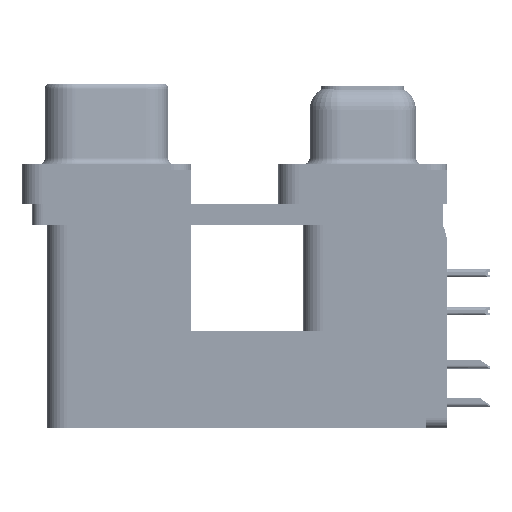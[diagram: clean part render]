
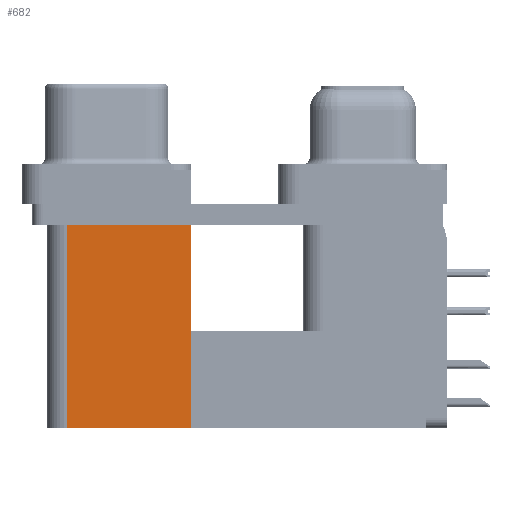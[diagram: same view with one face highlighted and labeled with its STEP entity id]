
A CAD part, left-side view. The second image highlights one B-rep face of the part: STEP entity #682.
In plain terms, the highlighted planar face has unit normal (-1, 0, 0).
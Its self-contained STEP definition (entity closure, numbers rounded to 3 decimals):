
#682 = ADVANCED_FACE ( 'NONE', ( #49001 ), #52353, .F. ) ;
#1294 = CARTESIAN_POINT ( 'NONE',  ( 3.7, 21.975, -19.2 ) ) ;
#8286 = CARTESIAN_POINT ( 'NONE',  ( 3.7, 12.775, -19.2 ) ) ;
#11210 = VECTOR ( 'NONE', #20475, 1000. ) ;
#12214 = DIRECTION ( 'NONE',  ( 0., 0., 1. ) ) ;
#12262 = EDGE_LOOP ( 'NONE', ( #19628, #33752, #53166, #48608 ) ) ;
#12693 = LINE ( 'NONE', #8286, #11210 ) ;
#14759 = LINE ( 'NONE', #40010, #35788 ) ;
#15399 = DIRECTION ( 'NONE',  ( 1., 0., 0. ) ) ;
#18082 = VECTOR ( 'NONE', #18831, 1000. ) ;
#18831 = DIRECTION ( 'NONE',  ( 0., 1., 0. ) ) ;
#19359 = CARTESIAN_POINT ( 'NONE',  ( 3.7, 12.775, -2.5 ) ) ;
#19628 = ORIENTED_EDGE ( 'NONE', *, *, #23093, .T. ) ;
#20266 = CARTESIAN_POINT ( 'NONE',  ( 3.7, 21.975, -19.2 ) ) ;
#20475 = DIRECTION ( 'NONE',  ( 0., 1., 0. ) ) ;
#23093 = EDGE_CURVE ( 'NONE', #42942, #30468, #52442, .T. ) ;
#24796 = CARTESIAN_POINT ( 'NONE',  ( 3.7, 21.975, -2.5 ) ) ;
#26796 = VERTEX_POINT ( 'NONE', #1294 ) ;
#27136 = VERTEX_POINT ( 'NONE', #38661 ) ;
#28150 = CARTESIAN_POINT ( 'NONE',  ( 3.7, 12.775, -19.2 ) ) ;
#29916 = AXIS2_PLACEMENT_3D ( 'NONE', #28150, #15399, #32313 ) ;
#30468 = VERTEX_POINT ( 'NONE', #24796 ) ;
#32313 = DIRECTION ( 'NONE',  ( 0., 1., 0. ) ) ;
#33752 = ORIENTED_EDGE ( 'NONE', *, *, #47376, .F. ) ;
#35788 = VECTOR ( 'NONE', #48367, 1000. ) ;
#38262 = LINE ( 'NONE', #20266, #46304 ) ;
#38661 = CARTESIAN_POINT ( 'NONE',  ( 3.7, 12.775, -19.2 ) ) ;
#40010 = CARTESIAN_POINT ( 'NONE',  ( 3.7, 12.775, -19.2 ) ) ;
#42942 = VERTEX_POINT ( 'NONE', #19359 ) ;
#46304 = VECTOR ( 'NONE', #12214, 1000. ) ;
#47376 = EDGE_CURVE ( 'NONE', #26796, #30468, #38262, .T. ) ;
#48283 = CARTESIAN_POINT ( 'NONE',  ( 3.7, 12.775, -2.5 ) ) ;
#48367 = DIRECTION ( 'NONE',  ( 0., 0., 1. ) ) ;
#48608 = ORIENTED_EDGE ( 'NONE', *, *, #48837, .T. ) ;
#48837 = EDGE_CURVE ( 'NONE', #27136, #42942, #14759, .T. ) ;
#49001 = FACE_OUTER_BOUND ( 'NONE', #12262, .T. ) ;
#51523 = EDGE_CURVE ( 'NONE', #27136, #26796, #12693, .T. ) ;
#52353 = PLANE ( 'NONE',  #29916 ) ;
#52442 = LINE ( 'NONE', #48283, #18082 ) ;
#53166 = ORIENTED_EDGE ( 'NONE', *, *, #51523, .F. ) ;
